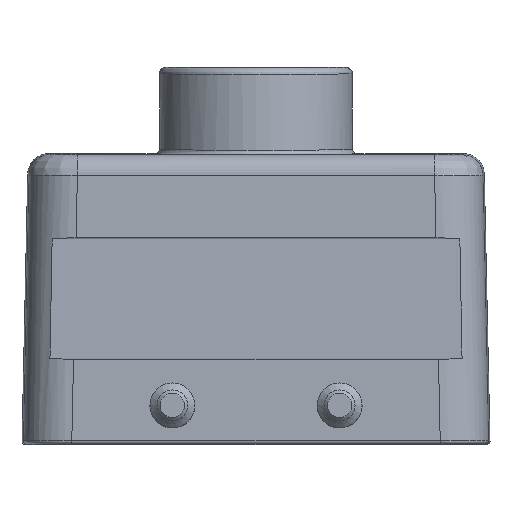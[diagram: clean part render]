
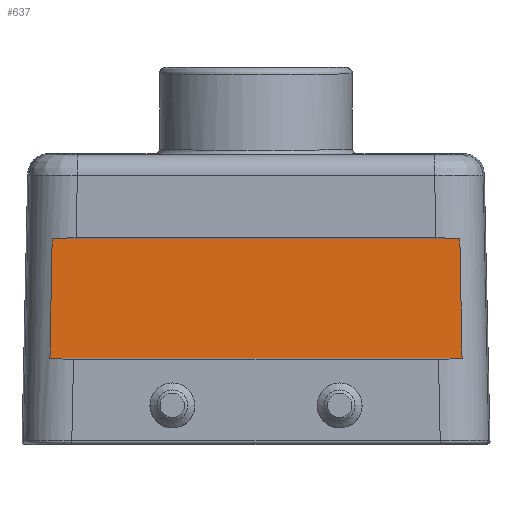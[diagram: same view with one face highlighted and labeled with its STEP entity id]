
A CAD part, top view. The second image highlights one B-rep face of the part: STEP entity #637.
In plain terms, the highlighted planar face has unit normal (0, 0.018, 1).
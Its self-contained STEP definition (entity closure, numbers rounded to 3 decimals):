
#452=FACE_OUTER_BOUND('',#1017,.T.);
#637=ADVANCED_FACE('',(#452),#806,.F.);
#806=PLANE('',#3303);
#1017=EDGE_LOOP('',(#1674,#1675,#1676,#1677));
#1178=ELLIPSE('',#3171,4829.374,7.5);
#1190=ELLIPSE('',#3186,4829.374,7.5);
#1674=ORIENTED_EDGE('',*,*,#2670,.T.);
#1675=ORIENTED_EDGE('',*,*,#2494,.F.);
#1676=ORIENTED_EDGE('',*,*,#2671,.F.);
#1677=ORIENTED_EDGE('',*,*,#2478,.T.);
#2196=VERTEX_POINT('',#4584);
#2197=VERTEX_POINT('',#4586);
#2206=VERTEX_POINT('',#4623);
#2207=VERTEX_POINT('',#4625);
#2478=EDGE_CURVE('',#2197,#2196,#1178,.T.);
#2494=EDGE_CURVE('',#2206,#2207,#1190,.T.);
#2670=EDGE_CURVE('',#2196,#2207,#2964,.T.);
#2671=EDGE_CURVE('',#2197,#2206,#2965,.T.);
#2964=LINE('',#7559,#3126);
#2965=LINE('',#7560,#3127);
#3126=VECTOR('',#3960,1.);
#3127=VECTOR('',#3961,1.);
#3171=AXIS2_PLACEMENT_3D('',#4585,#3621,#3622);
#3186=AXIS2_PLACEMENT_3D('',#4624,#3653,#3654);
#3303=AXIS2_PLACEMENT_3D('',#7561,#3962,#3963);
#3621=DIRECTION('',(0.,0.017,1.));
#3622=DIRECTION('',(-0.021,1.,-0.017));
#3653=DIRECTION('',(0.,-0.017,-1.));
#3654=DIRECTION('',(0.021,1.,-0.017));
#3960=DIRECTION('',(-1.,0.,0.));
#3961=DIRECTION('',(-1.,0.,0.));
#3962=DIRECTION('',(0.,-0.017,-1.));
#3963=DIRECTION('',(0.,1.,-0.017));
#4584=CARTESIAN_POINT('',(31.701,3.447,20.056));
#4585=CARTESIAN_POINT('',(-59.951,4196.111,-53.127));
#4586=CARTESIAN_POINT('',(32.039,-15.093,20.38));
#4623=CARTESIAN_POINT('',(-32.039,-15.093,20.38));
#4624=CARTESIAN_POINT('',(59.95,4196.111,-53.127));
#4625=CARTESIAN_POINT('',(-31.701,3.447,20.056));
#7559=CARTESIAN_POINT('',(-46.028,3.447,20.056));
#7560=CARTESIAN_POINT('',(-171.409,-15.093,20.38));
#7561=CARTESIAN_POINT('',(-46.028,-15.195,20.382));
